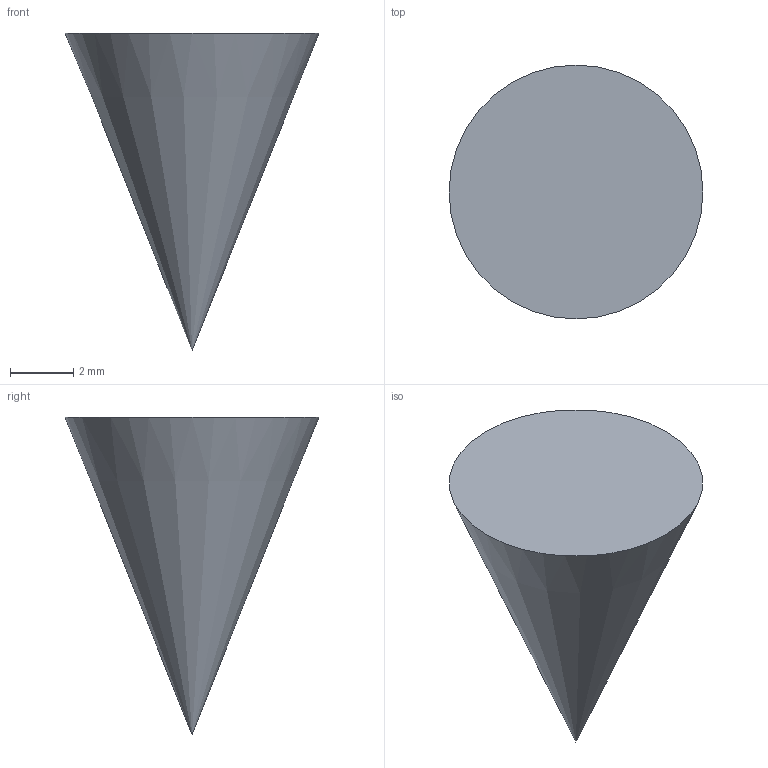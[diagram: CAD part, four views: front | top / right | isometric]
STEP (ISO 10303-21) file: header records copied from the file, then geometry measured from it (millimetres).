
FILE_DESCRIPTION(('FreeCAD Model'),'2;1');
FILE_NAME('cone_pointu.step', '2020-06-08T12:16:50',('Author'),(''), 'Open CASCADE STEP processor 7.3','FreeCAD','Unknown');
FILE_SCHEMA(('AUTOMOTIVE_DESIGN { 1 0 10303 214 1 1 1 1 }'));
Length unit declared in the file: millimetre
Products named in the file (1): C獼e
Bounding box: 8 x 8 x 10 mm (x, y, z)
Volume: 167.6 mm3; surface area: 185.6 mm2
Topology: 1 solids, 1 shells, 2 faces, 3 edges, 2 vertices
Faces by surface type: cone 1, plane 1
Entity records: 90 total; most frequent: DIRECTION 13, CARTESIAN_POINT 11, AXIS2_PLACEMENT_3D 4, ORIENTED_EDGE 4, PCURVE 4, DEFINITIONAL_REPRESENTATION 4, LINE 4, VECTOR 4
